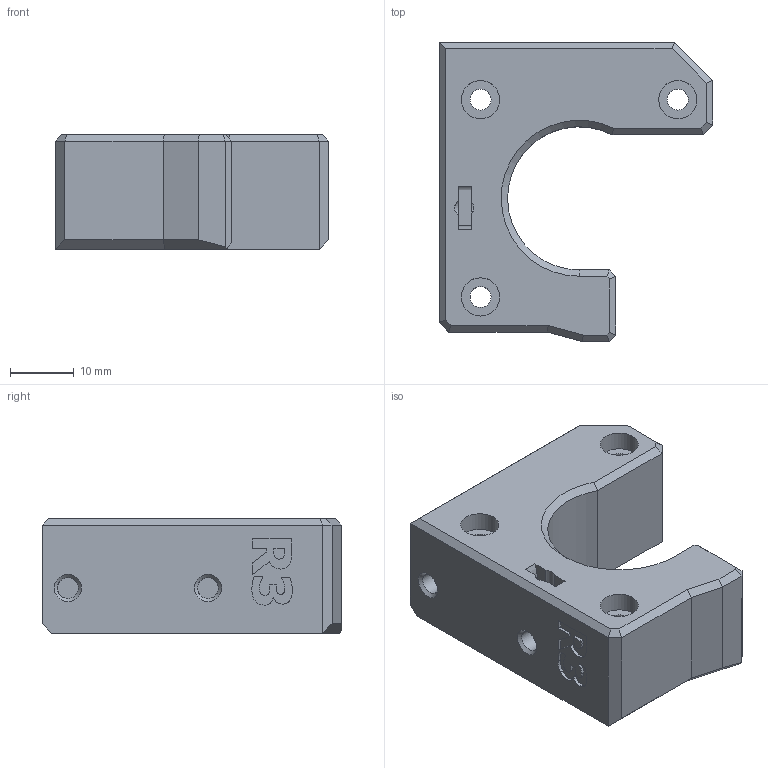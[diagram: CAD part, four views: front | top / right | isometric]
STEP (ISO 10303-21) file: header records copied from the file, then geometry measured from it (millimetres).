
FILE_DESCRIPTION(/* description */ (''),/* implementation_level */ '2;1');
FILE_NAME(/* name */ 'y_motor_holder_R3.stp',/* time_stamp */ '2023-09-01T08:32:33+02:00',/* author */ ('matyas.moudry'),/* organization */ (''),/* preprocessor_version */ 'ST-DEVELOPER v19',/* originating_system */ 'Autodesk Inventor 2023',/* authorisation */ '');
FILE_SCHEMA (('AUTOMOTIVE_DESIGN { 1 0 10303 214 3 1 1 }'));
Length unit declared in the file: millimetre
Products named in the file (1): y_motor_holder_F1
Bounding box: 43 x 47 x 18 mm (x, y, z)
Volume: 19435.8 mm3; surface area: 6717.5 mm2
Topology: 1 solids, 1 shells, 125 faces, 329 edges, 212 vertices
Faces by surface type: plane 73, bspline 27, cylinder 19, cone 6
Full cylindrical faces by diameter (mm): 3.3 x7, 6 x3
Entity records: 4170 total; most frequent: CARTESIAN_POINT 1176, ORIENTED_EDGE 658, DIRECTION 512, EDGE_CURVE 329, LINE 222, VECTOR 222, VERTEX_POINT 212, AXIS2_PLACEMENT_3D 145
